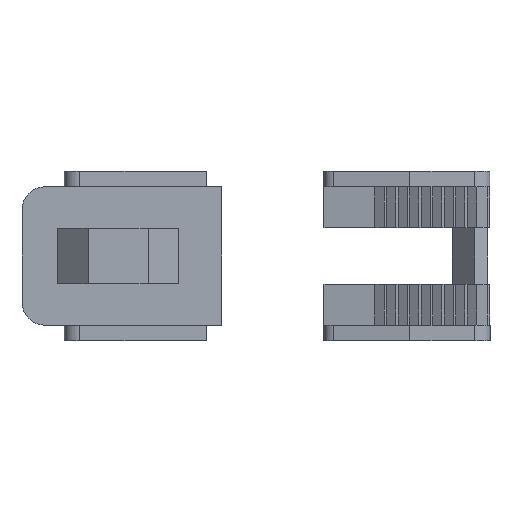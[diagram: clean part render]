
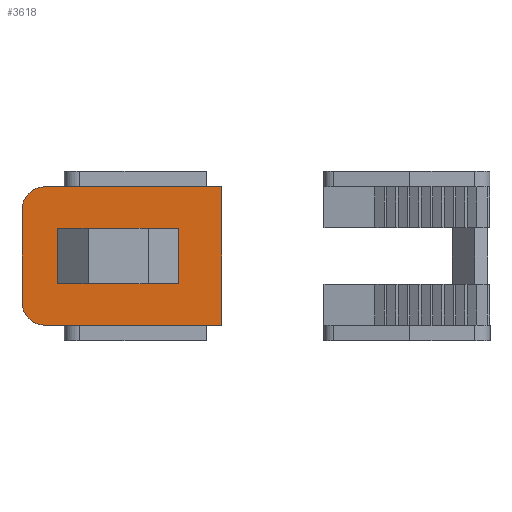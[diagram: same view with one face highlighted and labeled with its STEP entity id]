
A CAD part, front view. The second image highlights one B-rep face of the part: STEP entity #3618.
In plain terms, the highlighted planar face has unit normal (0, -1, 0).
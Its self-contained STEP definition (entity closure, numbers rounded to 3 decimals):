
#32=FACE_BOUND('',#415,.T.);
#56=PLANE('',#3847);
#227=FACE_OUTER_BOUND('',#414,.T.);
#414=EDGE_LOOP('',(#2636,#2637,#2638,#2639,#2640,#2641));
#415=EDGE_LOOP('',(#2642,#2643,#2644,#2645,#2646,#2647));
#583=CIRCLE('',#3820,4.7);
#588=CIRCLE('',#3848,3.);
#589=CIRCLE('',#3849,3.);
#590=CIRCLE('',#3850,4.7);
#690=LINE('',#5216,#1160);
#695=LINE('',#5226,#1165);
#728=LINE('',#5296,#1198);
#744=LINE('',#5329,#1214);
#745=LINE('',#5331,#1215);
#746=LINE('',#5333,#1216);
#747=LINE('',#5335,#1217);
#748=LINE('',#5338,#1218);
#1160=VECTOR('',#4177,1000.);
#1165=VECTOR('',#4184,1000.);
#1198=VECTOR('',#4233,1000.);
#1214=VECTOR('',#4255,1000.);
#1215=VECTOR('',#4256,1000.);
#1216=VECTOR('',#4257,1000.);
#1217=VECTOR('',#4258,1000.);
#1218=VECTOR('',#4261,1000.);
#1589=VERTEX_POINT('',#5109);
#1590=VERTEX_POINT('',#5111);
#1627=VERTEX_POINT('',#5213);
#1628=VERTEX_POINT('',#5215);
#1631=VERTEX_POINT('',#5223);
#1632=VERTEX_POINT('',#5225);
#1661=VERTEX_POINT('',#5295);
#1675=VERTEX_POINT('',#5326);
#1676=VERTEX_POINT('',#5330);
#1677=VERTEX_POINT('',#5332);
#1678=VERTEX_POINT('',#5334);
#1679=VERTEX_POINT('',#5336);
#1947=EDGE_CURVE('',#1590,#1589,#583,.T.);
#1998=EDGE_CURVE('',#1628,#1627,#690,.T.);
#2003=EDGE_CURVE('',#1631,#1632,#695,.T.);
#2039=EDGE_CURVE('',#1661,#1632,#728,.T.);
#2055=EDGE_CURVE('',#1628,#1675,#588,.T.);
#2056=EDGE_CURVE('',#1661,#1627,#589,.T.);
#2057=EDGE_CURVE('',#1675,#1631,#744,.T.);
#2058=EDGE_CURVE('',#1676,#1590,#745,.T.);
#2059=EDGE_CURVE('',#1589,#1677,#746,.T.);
#2060=EDGE_CURVE('',#1677,#1678,#747,.T.);
#2061=EDGE_CURVE('',#1678,#1679,#590,.T.);
#2062=EDGE_CURVE('',#1679,#1676,#748,.T.);
#2636=ORIENTED_EDGE('',*,*,#2055,.F.);
#2637=ORIENTED_EDGE('',*,*,#1998,.T.);
#2638=ORIENTED_EDGE('',*,*,#2056,.F.);
#2639=ORIENTED_EDGE('',*,*,#2039,.T.);
#2640=ORIENTED_EDGE('',*,*,#2003,.F.);
#2641=ORIENTED_EDGE('',*,*,#2057,.F.);
#2642=ORIENTED_EDGE('',*,*,#2058,.T.);
#2643=ORIENTED_EDGE('',*,*,#1947,.T.);
#2644=ORIENTED_EDGE('',*,*,#2059,.T.);
#2645=ORIENTED_EDGE('',*,*,#2060,.T.);
#2646=ORIENTED_EDGE('',*,*,#2061,.T.);
#2647=ORIENTED_EDGE('',*,*,#2062,.T.);
#3618=ADVANCED_FACE('',(#227,#32),#56,.T.);
#3820=AXIS2_PLACEMENT_3D('',#5112,#4093,#4094);
#3847=AXIS2_PLACEMENT_3D('',#5325,#4249,#4250);
#3848=AXIS2_PLACEMENT_3D('',#5327,#4251,#4252);
#3849=AXIS2_PLACEMENT_3D('',#5328,#4253,#4254);
#3850=AXIS2_PLACEMENT_3D('',#5337,#4259,#4260);
#4093=DIRECTION('center_axis',(0.,1.,0.));
#4094=DIRECTION('ref_axis',(1.,0.,0.));
#4177=DIRECTION('',(0.,0.,-1.));
#4184=DIRECTION('',(0.,0.,-1.));
#4233=DIRECTION('',(1.,0.,0.));
#4249=DIRECTION('center_axis',(0.,-1.,0.));
#4250=DIRECTION('ref_axis',(0.,0.,-1.));
#4251=DIRECTION('center_axis',(0.,1.,0.));
#4252=DIRECTION('ref_axis',(1.,0.,0.));
#4253=DIRECTION('center_axis',(0.,1.,0.));
#4254=DIRECTION('ref_axis',(1.,0.,0.));
#4255=DIRECTION('',(1.,0.,0.));
#4256=DIRECTION('',(-1.,0.,0.));
#4257=DIRECTION('',(0.,0.,1.));
#4258=DIRECTION('',(1.,0.,0.));
#4259=DIRECTION('center_axis',(0.,1.,0.));
#4260=DIRECTION('ref_axis',(1.,0.,0.));
#4261=DIRECTION('',(0.,0.,-1.));
#5109=CARTESIAN_POINT('',(-4.,-5.,1.3));
#5111=CARTESIAN_POINT('',(0.7,-5.,-3.4));
#5112=CARTESIAN_POINT('Origin',(0.7,-5.,1.3));
#5213=CARTESIAN_POINT('',(-12.5,-5.,-6.));
#5215=CARTESIAN_POINT('',(-12.5,-5.,6.));
#5216=CARTESIAN_POINT('',(-12.5,-5.,9.));
#5223=CARTESIAN_POINT('',(13.5,-5.,9.));
#5225=CARTESIAN_POINT('',(13.5,-5.,-9.));
#5226=CARTESIAN_POINT('',(13.5,-5.,9.));
#5295=CARTESIAN_POINT('',(-9.5,-5.,-9.));
#5296=CARTESIAN_POINT('',(-12.5,-5.,-9.));
#5325=CARTESIAN_POINT('Origin',(-12.5,-5.,9.));
#5326=CARTESIAN_POINT('',(-9.5,-5.,9.));
#5327=CARTESIAN_POINT('Origin',(-9.5,-5.,6.));
#5328=CARTESIAN_POINT('Origin',(-9.5,-5.,-6.));
#5329=CARTESIAN_POINT('',(-12.5,-5.,9.));
#5330=CARTESIAN_POINT('',(4.,-5.,-3.4));
#5331=CARTESIAN_POINT('',(4.,-5.,-3.4));
#5332=CARTESIAN_POINT('',(-4.,-5.,3.4));
#5333=CARTESIAN_POINT('',(-4.,-5.,1.3));
#5334=CARTESIAN_POINT('',(-0.7,-5.,3.4));
#5335=CARTESIAN_POINT('',(-4.,-5.,3.4));
#5336=CARTESIAN_POINT('',(4.,-5.,-1.3));
#5337=CARTESIAN_POINT('Origin',(-0.7,-5.,-1.3));
#5338=CARTESIAN_POINT('',(4.,-5.,-1.3));
